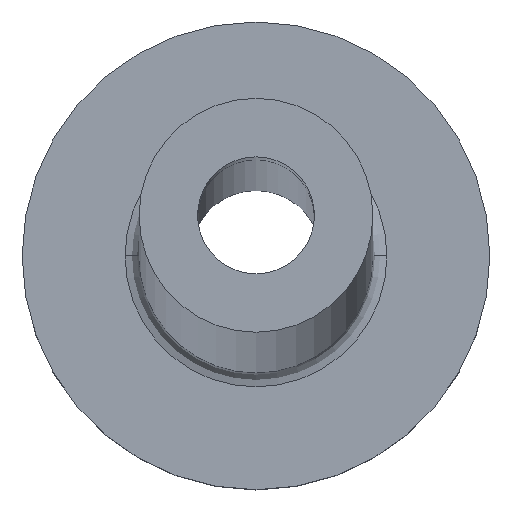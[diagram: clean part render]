
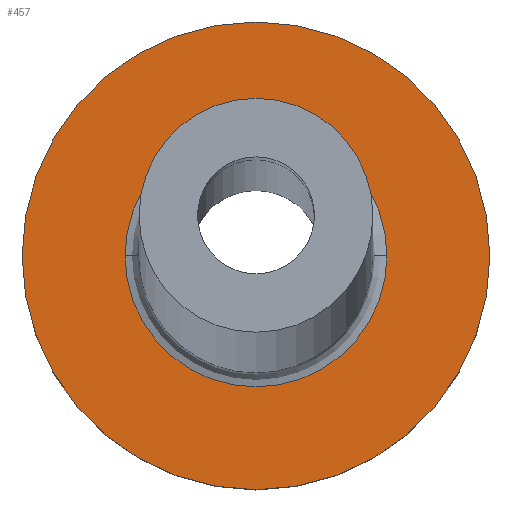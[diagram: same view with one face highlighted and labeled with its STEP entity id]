
A CAD part, top view. The second image highlights one B-rep face of the part: STEP entity #457.
In plain terms, the highlighted planar face has unit normal (0, 0, 1).
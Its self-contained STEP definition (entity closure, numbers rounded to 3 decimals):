
#1 = PLANE ( 'NONE',  #320 ) ;
#15 = AXIS2_PLACEMENT_3D ( 'NONE', #322, #28, #256 ) ;
#28 = DIRECTION ( 'NONE',  ( 0., 0., -1. ) ) ;
#40 = CIRCLE ( 'NONE', #102, 5. ) ;
#46 = DIRECTION ( 'NONE',  ( 1., 0., 0. ) ) ;
#52 = CARTESIAN_POINT ( 'NONE',  ( 0., 0., 3. ) ) ;
#67 = CARTESIAN_POINT ( 'NONE',  ( -5., 0., 3. ) ) ;
#71 = EDGE_CURVE ( 'NONE', #356, #281, #40, .T. ) ;
#88 = CIRCLE ( 'NONE', #162, 2.8 ) ;
#91 = DIRECTION ( 'NONE',  ( 0., 0., -1. ) ) ;
#102 = AXIS2_PLACEMENT_3D ( 'NONE', #52, #158, #362 ) ;
#104 = CARTESIAN_POINT ( 'NONE',  ( 0., 0., 3. ) ) ;
#121 = ORIENTED_EDGE ( 'NONE', *, *, #206, .T. ) ;
#124 = FACE_BOUND ( 'NONE', #318, .T. ) ;
#144 = DIRECTION ( 'NONE',  ( 0., 0., 1. ) ) ;
#158 = DIRECTION ( 'NONE',  ( 0., 0., 1. ) ) ;
#160 = CARTESIAN_POINT ( 'NONE',  ( 0., 0., 3. ) ) ;
#162 = AXIS2_PLACEMENT_3D ( 'NONE', #337, #91, #448 ) ;
#165 = DIRECTION ( 'NONE',  ( 0., 0., 1. ) ) ;
#188 = VERTEX_POINT ( 'NONE', #245 ) ;
#193 = ORIENTED_EDGE ( 'NONE', *, *, #371, .T. ) ;
#206 = EDGE_CURVE ( 'NONE', #222, #188, #88, .T. ) ;
#222 = VERTEX_POINT ( 'NONE', #276 ) ;
#245 = CARTESIAN_POINT ( 'NONE',  ( 2.8, 0., 3. ) ) ;
#256 = DIRECTION ( 'NONE',  ( 1., 0., 0. ) ) ;
#257 = AXIS2_PLACEMENT_3D ( 'NONE', #104, #144, #418 ) ;
#268 = ORIENTED_EDGE ( 'NONE', *, *, #340, .T. ) ;
#276 = CARTESIAN_POINT ( 'NONE',  ( -2.8, 0., 3. ) ) ;
#281 = VERTEX_POINT ( 'NONE', #67 ) ;
#318 = EDGE_LOOP ( 'NONE', ( #268, #121 ) ) ;
#320 = AXIS2_PLACEMENT_3D ( 'NONE', #160, #165, #46 ) ;
#322 = CARTESIAN_POINT ( 'NONE',  ( 0., 0., 3. ) ) ;
#337 = CARTESIAN_POINT ( 'NONE',  ( 0., 0., 3. ) ) ;
#340 = EDGE_CURVE ( 'NONE', #188, #222, #394, .T. ) ;
#355 = CARTESIAN_POINT ( 'NONE',  ( 5., 0., 3. ) ) ;
#356 = VERTEX_POINT ( 'NONE', #355 ) ;
#362 = DIRECTION ( 'NONE',  ( 1., 0., 0. ) ) ;
#369 = EDGE_LOOP ( 'NONE', ( #193, #403 ) ) ;
#371 = EDGE_CURVE ( 'NONE', #281, #356, #453, .T. ) ;
#394 = CIRCLE ( 'NONE', #15, 2.8 ) ;
#395 = FACE_OUTER_BOUND ( 'NONE', #369, .T. ) ;
#403 = ORIENTED_EDGE ( 'NONE', *, *, #71, .T. ) ;
#418 = DIRECTION ( 'NONE',  ( 1., 0., 0. ) ) ;
#448 = DIRECTION ( 'NONE',  ( 1., 0., 0. ) ) ;
#453 = CIRCLE ( 'NONE', #257, 5. ) ;
#457 = ADVANCED_FACE ( 'NONE', ( #124, #395 ), #1, .T. ) ;
